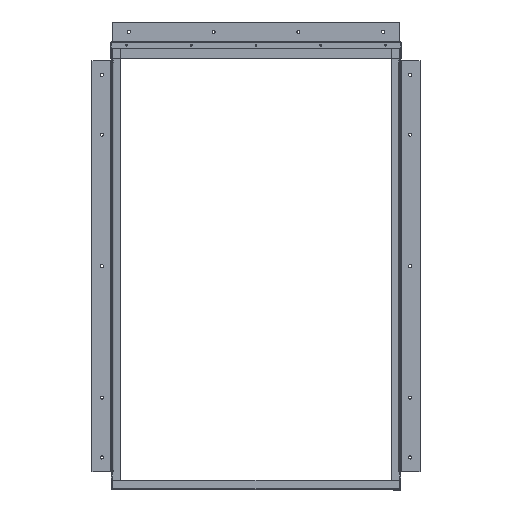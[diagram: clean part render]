
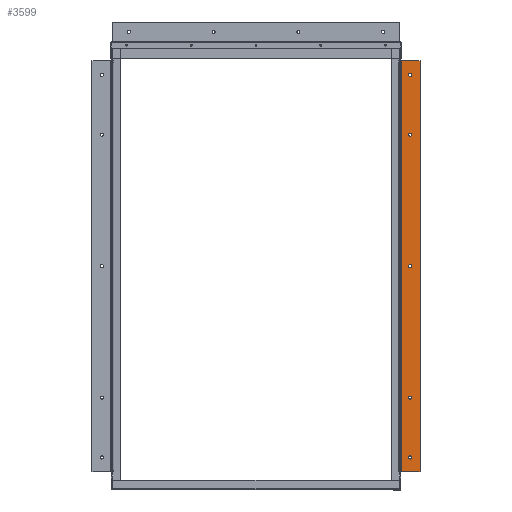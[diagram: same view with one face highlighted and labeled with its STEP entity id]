
A CAD part, top view. The second image highlights one B-rep face of the part: STEP entity #3599.
In plain terms, the highlighted planar face has unit normal (0, 0, 1).
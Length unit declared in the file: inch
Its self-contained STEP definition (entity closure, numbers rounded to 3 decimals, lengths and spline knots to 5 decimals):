
#115 = ORIENTED_EDGE ( 'NONE', *, *, #10874, .F. ) ;
#161 = CARTESIAN_POINT ( 'NONE',  ( 15.45427, -3.24364, -1.20812 ) ) ;
#381 = ORIENTED_EDGE ( 'NONE', *, *, #19705, .F. ) ;
#412 = EDGE_CURVE ( 'NONE', #2701, #10790, #15457, .T. ) ;
#430 = CARTESIAN_POINT ( 'NONE',  ( 15.45427, -3.24364, -1.20812 ) ) ;
#448 = CIRCLE ( 'NONE', #12388, 0.1565 ) ;
#506 = ORIENTED_EDGE ( 'NONE', *, *, #9370, .F. ) ;
#1037 = VERTEX_POINT ( 'NONE', #15142 ) ;
#1075 = ORIENTED_EDGE ( 'NONE', *, *, #9451, .F. ) ;
#1173 = DIRECTION ( 'NONE',  ( 0., 1., 0. ) ) ;
#1209 = CIRCLE ( 'NONE', #4263, 0.1565 ) ;
#1923 = DIRECTION ( 'NONE',  ( 0., 1., 0. ) ) ;
#1980 = CARTESIAN_POINT ( 'NONE',  ( 14.57075, -43.05764, -1.20812 ) ) ;
#2007 = ORIENTED_EDGE ( 'NONE', *, *, #11486, .F. ) ;
#2213 = PLANE ( 'NONE',  #12743 ) ;
#2369 = AXIS2_PLACEMENT_3D ( 'NONE', #161, #14138, #12550 ) ;
#2514 = VECTOR ( 'NONE', #5344, 39.37008 ) ;
#2566 = EDGE_LOOP ( 'NONE', ( #11425, #5297 ) ) ;
#2658 = CARTESIAN_POINT ( 'NONE',  ( 15.45427, -41.61964, -1.20812 ) ) ;
#2701 = VERTEX_POINT ( 'NONE', #19821 ) ;
#2848 = CARTESIAN_POINT ( 'NONE',  ( 15.45427, -35.61964, -1.20812 ) ) ;
#3078 = DIRECTION ( 'NONE',  ( 0., 0., 1. ) ) ;
#3162 = CARTESIAN_POINT ( 'NONE',  ( 15.45427, -41.61964, -1.20812 ) ) ;
#3447 = ORIENTED_EDGE ( 'NONE', *, *, #9530, .T. ) ;
#3599 = ADVANCED_FACE ( 'NONE', ( #19562, #19021, #19296, #18999, #18726, #18331 ), #2213, .T. ) ;
#3681 = EDGE_LOOP ( 'NONE', ( #2007, #6500 ) ) ;
#4014 = CARTESIAN_POINT ( 'NONE',  ( 15.45427, -41.46314, -1.20812 ) ) ;
#4091 = EDGE_CURVE ( 'NONE', #11771, #18128, #10840, .T. ) ;
#4194 = DIRECTION ( 'NONE',  ( 0., 1., 0. ) ) ;
#4263 = AXIS2_PLACEMENT_3D ( 'NONE', #2658, #13617, #4194 ) ;
#4376 = DIRECTION ( 'NONE',  ( 0., 1., 0. ) ) ;
#4700 = DIRECTION ( 'NONE',  ( 0., 1., 0. ) ) ;
#4894 = CARTESIAN_POINT ( 'NONE',  ( 15.45427, -22.43164, -1.20812 ) ) ;
#5121 = ORIENTED_EDGE ( 'NONE', *, *, #10430, .T. ) ;
#5154 = LINE ( 'NONE', #19596, #12543 ) ;
#5238 = CARTESIAN_POINT ( 'NONE',  ( 15.45427, -22.43164, -1.20812 ) ) ;
#5248 = EDGE_CURVE ( 'NONE', #16656, #1037, #8326, .T. ) ;
#5297 = ORIENTED_EDGE ( 'NONE', *, *, #17137, .F. ) ;
#5344 = DIRECTION ( 'NONE',  ( 1., 0., 0. ) ) ;
#5397 = VERTEX_POINT ( 'NONE', #13673 ) ;
#6452 = DIRECTION ( 'NONE',  ( 0., 1., 0. ) ) ;
#6500 = ORIENTED_EDGE ( 'NONE', *, *, #412, .F. ) ;
#6817 = DIRECTION ( 'NONE',  ( 0., 1., 0. ) ) ;
#6891 = ORIENTED_EDGE ( 'NONE', *, *, #19343, .F. ) ;
#7209 = VERTEX_POINT ( 'NONE', #14218 ) ;
#7237 = VERTEX_POINT ( 'NONE', #15951 ) ;
#7242 = DIRECTION ( 'NONE',  ( 0., -1., 0. ) ) ;
#7281 = AXIS2_PLACEMENT_3D ( 'NONE', #12440, #3078, #14038 ) ;
#7413 = VERTEX_POINT ( 'NONE', #13176 ) ;
#7791 = EDGE_LOOP ( 'NONE', ( #1075, #10516 ) ) ;
#8070 = VECTOR ( 'NONE', #12334, 39.37008 ) ;
#8243 = DIRECTION ( 'NONE',  ( 0., 0., 1. ) ) ;
#8326 = LINE ( 'NONE', #13192, #2514 ) ;
#8395 = CARTESIAN_POINT ( 'NONE',  ( 15.45427, -35.77614, -1.20812 ) ) ;
#8717 = AXIS2_PLACEMENT_3D ( 'NONE', #5238, #16280, #6817 ) ;
#9370 = EDGE_CURVE ( 'NONE', #7209, #7237, #13078, .T. ) ;
#9451 = EDGE_CURVE ( 'NONE', #19553, #5397, #17969, .T. ) ;
#9530 = EDGE_CURVE ( 'NONE', #7413, #15816, #14778, .T. ) ;
#9803 = CIRCLE ( 'NONE', #7281, 0.1565 ) ;
#9950 = DIRECTION ( 'NONE',  ( 0., 1., 0. ) ) ;
#10269 = CARTESIAN_POINT ( 'NONE',  ( 15.45427, -22.58814, -1.20812 ) ) ;
#10430 = EDGE_CURVE ( 'NONE', #1037, #7413, #5154, .T. ) ;
#10433 = DIRECTION ( 'NONE',  ( 0., 0., 1. ) ) ;
#10516 = ORIENTED_EDGE ( 'NONE', *, *, #20047, .F. ) ;
#10704 = CARTESIAN_POINT ( 'NONE',  ( 16.45427, -1.80664, -1.20812 ) ) ;
#10790 = VERTEX_POINT ( 'NONE', #15409 ) ;
#10840 = CIRCLE ( 'NONE', #8717, 0.1565 ) ;
#10874 = EDGE_CURVE ( 'NONE', #7237, #7209, #9803, .T. ) ;
#11195 = EDGE_LOOP ( 'NONE', ( #3447, #18781, #15906, #5121 ) ) ;
#11213 = DIRECTION ( 'NONE',  ( 0., 0., 1. ) ) ;
#11425 = ORIENTED_EDGE ( 'NONE', *, *, #4091, .F. ) ;
#11486 = EDGE_CURVE ( 'NONE', #10790, #2701, #14134, .T. ) ;
#11771 = VERTEX_POINT ( 'NONE', #10269 ) ;
#11936 = CARTESIAN_POINT ( 'NONE',  ( 14.57075, -43.05764, -1.20812 ) ) ;
#12217 = CARTESIAN_POINT ( 'NONE',  ( 14.57075, -1.80664, -1.20813 ) ) ;
#12334 = DIRECTION ( 'NONE',  ( -1., 0., 0. ) ) ;
#12388 = AXIS2_PLACEMENT_3D ( 'NONE', #4894, #15923, #6452 ) ;
#12440 = CARTESIAN_POINT ( 'NONE',  ( 15.45427, -9.24364, -1.20812 ) ) ;
#12543 = VECTOR ( 'NONE', #13331, 39.37008 ) ;
#12550 = DIRECTION ( 'NONE',  ( 0., 1., 0. ) ) ;
#12688 = EDGE_LOOP ( 'NONE', ( #381, #6891 ) ) ;
#12743 = AXIS2_PLACEMENT_3D ( 'NONE', #17798, #19458, #9950 ) ;
#13078 = CIRCLE ( 'NONE', #13907, 0.1565 ) ;
#13176 = CARTESIAN_POINT ( 'NONE',  ( 16.45427, -1.80664, -1.20812 ) ) ;
#13192 = CARTESIAN_POINT ( 'NONE',  ( 13.32827, -43.05764, -1.20813 ) ) ;
#13237 = EDGE_LOOP ( 'NONE', ( #506, #115 ) ) ;
#13331 = DIRECTION ( 'NONE',  ( 0., 1., 0. ) ) ;
#13350 = AXIS2_PLACEMENT_3D ( 'NONE', #17715, #8243, #19310 ) ;
#13379 = CIRCLE ( 'NONE', #17692, 0.1565 ) ;
#13617 = DIRECTION ( 'NONE',  ( 0., 0., 1. ) ) ;
#13673 = CARTESIAN_POINT ( 'NONE',  ( 15.45427, -35.46314, -1.20812 ) ) ;
#13813 = DIRECTION ( 'NONE',  ( 0., 0., 1. ) ) ;
#13907 = AXIS2_PLACEMENT_3D ( 'NONE', #19929, #10433, #1173 ) ;
#14038 = DIRECTION ( 'NONE',  ( 0., 1., 0. ) ) ;
#14112 = DIRECTION ( 'NONE',  ( 0., 0., 1. ) ) ;
#14124 = CIRCLE ( 'NONE', #13350, 0.1565 ) ;
#14134 = CIRCLE ( 'NONE', #14976, 0.1565 ) ;
#14138 = DIRECTION ( 'NONE',  ( 0., 0., 1. ) ) ;
#14162 = VERTEX_POINT ( 'NONE', #4014 ) ;
#14218 = CARTESIAN_POINT ( 'NONE',  ( 15.45427, -9.40014, -1.20812 ) ) ;
#14405 = VECTOR ( 'NONE', #7242, 39.37008 ) ;
#14778 = LINE ( 'NONE', #10704, #8070 ) ;
#14976 = AXIS2_PLACEMENT_3D ( 'NONE', #430, #11213, #1923 ) ;
#15142 = CARTESIAN_POINT ( 'NONE',  ( 16.45427, -43.05764, -1.20812 ) ) ;
#15409 = CARTESIAN_POINT ( 'NONE',  ( 15.45427, -3.40014, -1.20812 ) ) ;
#15457 = CIRCLE ( 'NONE', #2369, 0.1565 ) ;
#15803 = VERTEX_POINT ( 'NONE', #18217 ) ;
#15816 = VERTEX_POINT ( 'NONE', #12217 ) ;
#15906 = ORIENTED_EDGE ( 'NONE', *, *, #5248, .T. ) ;
#15923 = DIRECTION ( 'NONE',  ( 0., 0., 1. ) ) ;
#15951 = CARTESIAN_POINT ( 'NONE',  ( 15.45427, -9.08714, -1.20812 ) ) ;
#16166 = LINE ( 'NONE', #11936, #14405 ) ;
#16280 = DIRECTION ( 'NONE',  ( 0., 0., 1. ) ) ;
#16656 = VERTEX_POINT ( 'NONE', #1980 ) ;
#17137 = EDGE_CURVE ( 'NONE', #18128, #11771, #448, .T. ) ;
#17499 = EDGE_CURVE ( 'NONE', #15816, #16656, #16166, .T. ) ;
#17692 = AXIS2_PLACEMENT_3D ( 'NONE', #3162, #14112, #4700 ) ;
#17715 = CARTESIAN_POINT ( 'NONE',  ( 15.45427, -35.61964, -1.20812 ) ) ;
#17798 = CARTESIAN_POINT ( 'NONE',  ( 13.32827, -43.05764, -1.20813 ) ) ;
#17969 = CIRCLE ( 'NONE', #18101, 0.1565 ) ;
#18101 = AXIS2_PLACEMENT_3D ( 'NONE', #2848, #13813, #4376 ) ;
#18128 = VERTEX_POINT ( 'NONE', #20191 ) ;
#18217 = CARTESIAN_POINT ( 'NONE',  ( 15.45427, -41.77614, -1.20812 ) ) ;
#18331 = FACE_OUTER_BOUND ( 'NONE', #11195, .T. ) ;
#18726 = FACE_BOUND ( 'NONE', #3681, .T. ) ;
#18781 = ORIENTED_EDGE ( 'NONE', *, *, #17499, .T. ) ;
#18999 = FACE_BOUND ( 'NONE', #13237, .T. ) ;
#19021 = FACE_BOUND ( 'NONE', #7791, .T. ) ;
#19296 = FACE_BOUND ( 'NONE', #2566, .T. ) ;
#19310 = DIRECTION ( 'NONE',  ( 0., 1., 0. ) ) ;
#19343 = EDGE_CURVE ( 'NONE', #14162, #15803, #13379, .T. ) ;
#19458 = DIRECTION ( 'NONE',  ( 0., 0., 1. ) ) ;
#19553 = VERTEX_POINT ( 'NONE', #8395 ) ;
#19562 = FACE_BOUND ( 'NONE', #12688, .T. ) ;
#19596 = CARTESIAN_POINT ( 'NONE',  ( 16.45427, -43.05764, -1.20812 ) ) ;
#19705 = EDGE_CURVE ( 'NONE', #15803, #14162, #1209, .T. ) ;
#19821 = CARTESIAN_POINT ( 'NONE',  ( 15.45427, -3.08714, -1.20812 ) ) ;
#19929 = CARTESIAN_POINT ( 'NONE',  ( 15.45427, -9.24364, -1.20812 ) ) ;
#20047 = EDGE_CURVE ( 'NONE', #5397, #19553, #14124, .T. ) ;
#20191 = CARTESIAN_POINT ( 'NONE',  ( 15.45427, -22.27514, -1.20812 ) ) ;
